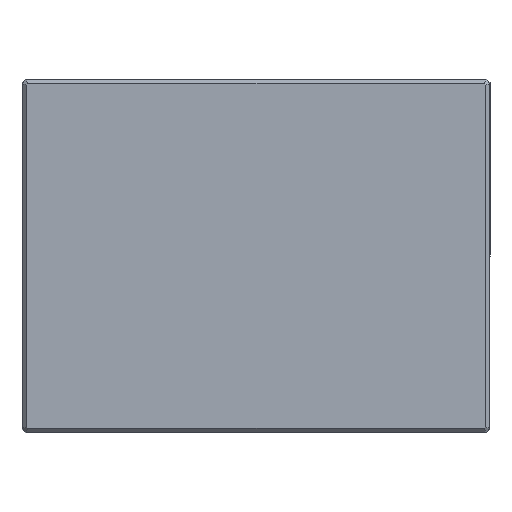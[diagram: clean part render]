
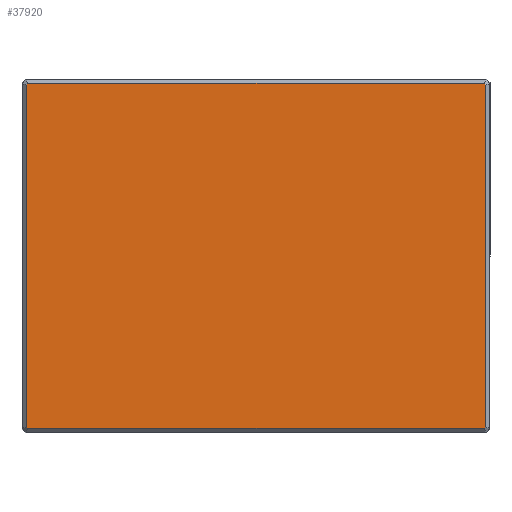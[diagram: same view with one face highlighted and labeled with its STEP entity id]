
A CAD part, top view. The second image highlights one B-rep face of the part: STEP entity #37920.
In plain terms, the highlighted planar face has unit normal (0, 0, 1).
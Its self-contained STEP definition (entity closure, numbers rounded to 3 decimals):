
#37852=AXIS2_PLACEMENT_3D('Plane Axis2P3D',#37849,#37850,#37851) ;
#37849=CARTESIAN_POINT('Axis2P3D Location',(0.,0.,4.)) ;
#37854=CARTESIAN_POINT('Line Origine',(-62.093,46.593,4.)) ;
#37858=CARTESIAN_POINT('Vertex',(-62.3,46.386,4.)) ;
#37860=CARTESIAN_POINT('Vertex',(-61.886,46.8,4.)) ;
#37863=CARTESIAN_POINT('Line Origine',(-62.3,0.,4.)) ;
#37867=CARTESIAN_POINT('Vertex',(-62.3,-46.386,4.)) ;
#37870=CARTESIAN_POINT('Line Origine',(-62.093,-46.593,4.)) ;
#37874=CARTESIAN_POINT('Vertex',(-61.886,-46.8,4.)) ;
#37877=CARTESIAN_POINT('Line Origine',(0.,-46.8,4.)) ;
#37881=CARTESIAN_POINT('Vertex',(61.886,-46.8,4.)) ;
#37884=CARTESIAN_POINT('Line Origine',(62.093,-46.593,4.)) ;
#37888=CARTESIAN_POINT('Vertex',(62.3,-46.386,4.)) ;
#37891=CARTESIAN_POINT('Line Origine',(62.3,0.,4.)) ;
#37895=CARTESIAN_POINT('Vertex',(62.3,46.386,4.)) ;
#37898=CARTESIAN_POINT('Line Origine',(62.093,46.593,4.)) ;
#37902=CARTESIAN_POINT('Vertex',(61.886,46.8,4.)) ;
#37905=CARTESIAN_POINT('Line Origine',(0.,46.8,4.)) ;
#37850=DIRECTION('Axis2P3D Direction',(0.,0.,1.)) ;
#37851=DIRECTION('Axis2P3D XDirection',(1.,0.,0.)) ;
#37855=DIRECTION('Vector Direction',(-0.707,-0.707,0.)) ;
#37864=DIRECTION('Vector Direction',(0.,-1.,0.)) ;
#37871=DIRECTION('Vector Direction',(-0.707,0.707,0.)) ;
#37878=DIRECTION('Vector Direction',(1.,0.,0.)) ;
#37885=DIRECTION('Vector Direction',(0.707,0.707,0.)) ;
#37892=DIRECTION('Vector Direction',(0.,-1.,0.)) ;
#37899=DIRECTION('Vector Direction',(0.707,-0.707,0.)) ;
#37906=DIRECTION('Vector Direction',(1.,0.,0.)) ;
#37856=VECTOR('Line Direction',#37855,1.) ;
#37865=VECTOR('Line Direction',#37864,1.) ;
#37872=VECTOR('Line Direction',#37871,1.) ;
#37879=VECTOR('Line Direction',#37878,1.) ;
#37886=VECTOR('Line Direction',#37885,1.) ;
#37893=VECTOR('Line Direction',#37892,1.) ;
#37900=VECTOR('Line Direction',#37899,1.) ;
#37907=VECTOR('Line Direction',#37906,1.) ;
#37911=ORIENTED_EDGE('',*,*,#37862,.F.) ;
#37912=ORIENTED_EDGE('',*,*,#37869,.F.) ;
#37913=ORIENTED_EDGE('',*,*,#37876,.F.) ;
#37914=ORIENTED_EDGE('',*,*,#37883,.F.) ;
#37915=ORIENTED_EDGE('',*,*,#37890,.F.) ;
#37916=ORIENTED_EDGE('',*,*,#37897,.F.) ;
#37917=ORIENTED_EDGE('',*,*,#37904,.F.) ;
#37918=ORIENTED_EDGE('',*,*,#37909,.F.) ;
#37920=ADVANCED_FACE('U3185',(#37919),#37853,.T.) ;
#37862=EDGE_CURVE('',#37859,#37861,#37857,.F.) ;
#37869=EDGE_CURVE('',#37868,#37859,#37866,.F.) ;
#37876=EDGE_CURVE('',#37875,#37868,#37873,.T.) ;
#37883=EDGE_CURVE('',#37882,#37875,#37880,.F.) ;
#37890=EDGE_CURVE('',#37889,#37882,#37887,.F.) ;
#37897=EDGE_CURVE('',#37896,#37889,#37894,.T.) ;
#37904=EDGE_CURVE('',#37903,#37896,#37901,.T.) ;
#37909=EDGE_CURVE('',#37861,#37903,#37908,.T.) ;
#37910=EDGE_LOOP('',(#37911,#37912,#37913,#37914,#37915,#37916,#37917,#37918)) ;
#37919=FACE_OUTER_BOUND('',#37910,.T.) ;
#37857=LINE('Line',#37854,#37856) ;
#37866=LINE('Line',#37863,#37865) ;
#37873=LINE('Line',#37870,#37872) ;
#37880=LINE('Line',#37877,#37879) ;
#37887=LINE('Line',#37884,#37886) ;
#37894=LINE('Line',#37891,#37893) ;
#37901=LINE('Line',#37898,#37900) ;
#37908=LINE('Line',#37905,#37907) ;
#37853=PLANE('',#37852) ;
#37859=VERTEX_POINT('',#37858) ;
#37861=VERTEX_POINT('',#37860) ;
#37868=VERTEX_POINT('',#37867) ;
#37875=VERTEX_POINT('',#37874) ;
#37882=VERTEX_POINT('',#37881) ;
#37889=VERTEX_POINT('',#37888) ;
#37896=VERTEX_POINT('',#37895) ;
#37903=VERTEX_POINT('',#37902) ;
